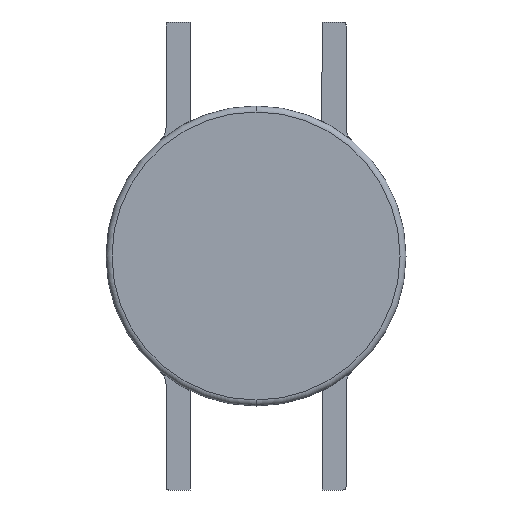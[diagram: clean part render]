
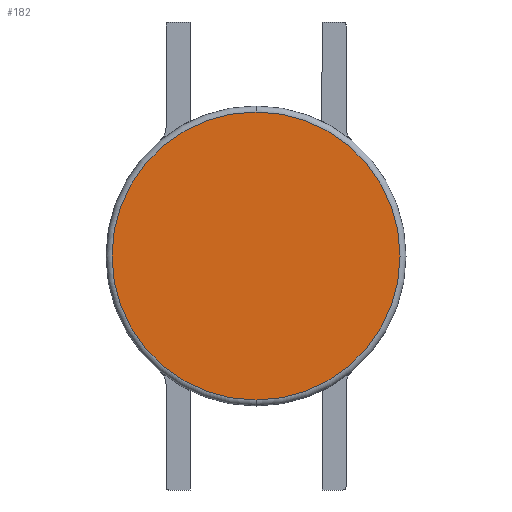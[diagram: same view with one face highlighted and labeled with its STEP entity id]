
A CAD part, front view. The second image highlights one B-rep face of the part: STEP entity #182.
In plain terms, the highlighted planar face has unit normal (0, -1, 0).
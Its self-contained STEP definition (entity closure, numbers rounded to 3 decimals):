
#59 = DIRECTION ( 'NONE',  ( 0., -1., 0. ) ) ;
#138 = ORIENTED_EDGE ( 'NONE', *, *, #792, .T. ) ;
#171 = CIRCLE ( 'NONE', #1103, 48. ) ;
#182 = ADVANCED_FACE ( 'NONE', ( #872 ), #1624, .F. ) ;
#204 = VERTEX_POINT ( 'NONE', #861 ) ;
#230 = DIRECTION ( 'NONE',  ( 0., 0., 1. ) ) ;
#333 = AXIS2_PLACEMENT_3D ( 'NONE', #349, #1419, #1609 ) ;
#349 = CARTESIAN_POINT ( 'NONE',  ( 0., -20., 0. ) ) ;
#487 = EDGE_CURVE ( 'NONE', #204, #576, #1542, .T. ) ;
#576 = VERTEX_POINT ( 'NONE', #786 ) ;
#632 = ORIENTED_EDGE ( 'NONE', *, *, #487, .T. ) ;
#671 = EDGE_LOOP ( 'NONE', ( #632, #138 ) ) ;
#713 = CARTESIAN_POINT ( 'NONE',  ( 0., -20., 0. ) ) ;
#786 = CARTESIAN_POINT ( 'NONE',  ( 0., -20., -48. ) ) ;
#792 = EDGE_CURVE ( 'NONE', #576, #204, #171, .T. ) ;
#861 = CARTESIAN_POINT ( 'NONE',  ( 0., -20., 48. ) ) ;
#872 = FACE_OUTER_BOUND ( 'NONE', #671, .T. ) ;
#929 = DIRECTION ( 'NONE',  ( 0., 0., 1. ) ) ;
#1103 = AXIS2_PLACEMENT_3D ( 'NONE', #713, #1352, #230 ) ;
#1171 = CARTESIAN_POINT ( 'NONE',  ( 0., -20., 0. ) ) ;
#1352 = DIRECTION ( 'NONE',  ( 0., -1., 0. ) ) ;
#1419 = DIRECTION ( 'NONE',  ( 0., 1., 0. ) ) ;
#1542 = CIRCLE ( 'NONE', #1638, 48. ) ;
#1609 = DIRECTION ( 'NONE',  ( 0., 0., 1. ) ) ;
#1624 = PLANE ( 'NONE',  #333 ) ;
#1638 = AXIS2_PLACEMENT_3D ( 'NONE', #1171, #59, #929 ) ;
